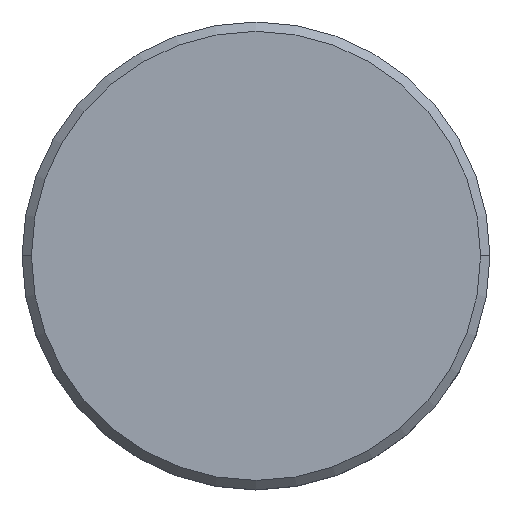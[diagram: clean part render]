
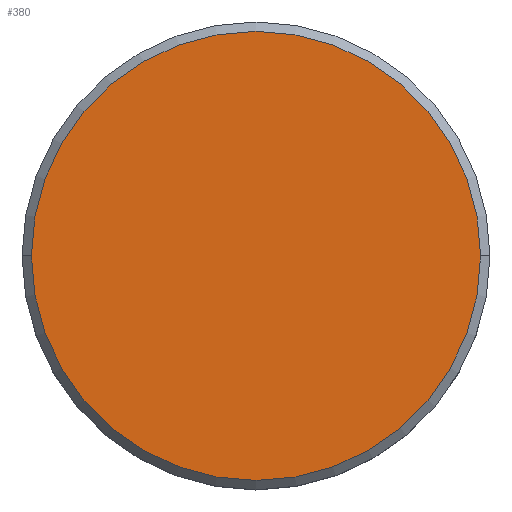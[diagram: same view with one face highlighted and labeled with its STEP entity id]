
A CAD part, top view. The second image highlights one B-rep face of the part: STEP entity #380.
In plain terms, the highlighted planar face has unit normal (0, 0, 1).
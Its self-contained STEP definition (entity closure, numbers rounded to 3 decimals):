
#83 = CARTESIAN_POINT ( 'NONE',  ( 0., 0., 0. ) ) ;
#97 = AXIS2_PLACEMENT_3D ( 'NONE', #83, #321, #666 ) ;
#321 = DIRECTION ( 'NONE',  ( 0., 0., 1. ) ) ;
#380 = ADVANCED_FACE ( 'NONE', ( #671 ), #1055, .T. ) ;
#419 = VERTEX_POINT ( 'NONE', #601 ) ;
#522 = CARTESIAN_POINT ( 'NONE',  ( 0., 0., 0. ) ) ;
#555 = EDGE_LOOP ( 'NONE', ( #645, #792 ) ) ;
#601 = CARTESIAN_POINT ( 'NONE',  ( 12., 0., 0. ) ) ;
#611 = AXIS2_PLACEMENT_3D ( 'NONE', #522, #1148, #1127 ) ;
#645 = ORIENTED_EDGE ( 'NONE', *, *, #974, .T. ) ;
#666 = DIRECTION ( 'NONE',  ( 1., 0., 0. ) ) ;
#671 = FACE_OUTER_BOUND ( 'NONE', #555, .T. ) ;
#675 = DIRECTION ( 'NONE',  ( 0., 0., 1. ) ) ;
#761 = AXIS2_PLACEMENT_3D ( 'NONE', #1028, #675, #1117 ) ;
#778 = VERTEX_POINT ( 'NONE', #1103 ) ;
#792 = ORIENTED_EDGE ( 'NONE', *, *, #844, .T. ) ;
#844 = EDGE_CURVE ( 'NONE', #419, #778, #952, .T. ) ;
#892 = CIRCLE ( 'NONE', #761, 12. ) ;
#952 = CIRCLE ( 'NONE', #611, 12. ) ;
#974 = EDGE_CURVE ( 'NONE', #778, #419, #892, .T. ) ;
#1028 = CARTESIAN_POINT ( 'NONE',  ( 0., 0., 0. ) ) ;
#1055 = PLANE ( 'NONE',  #97 ) ;
#1103 = CARTESIAN_POINT ( 'NONE',  ( -12., 0., 0. ) ) ;
#1117 = DIRECTION ( 'NONE',  ( 1., 0., 0. ) ) ;
#1127 = DIRECTION ( 'NONE',  ( 1., 0., 0. ) ) ;
#1148 = DIRECTION ( 'NONE',  ( 0., 0., 1. ) ) ;
